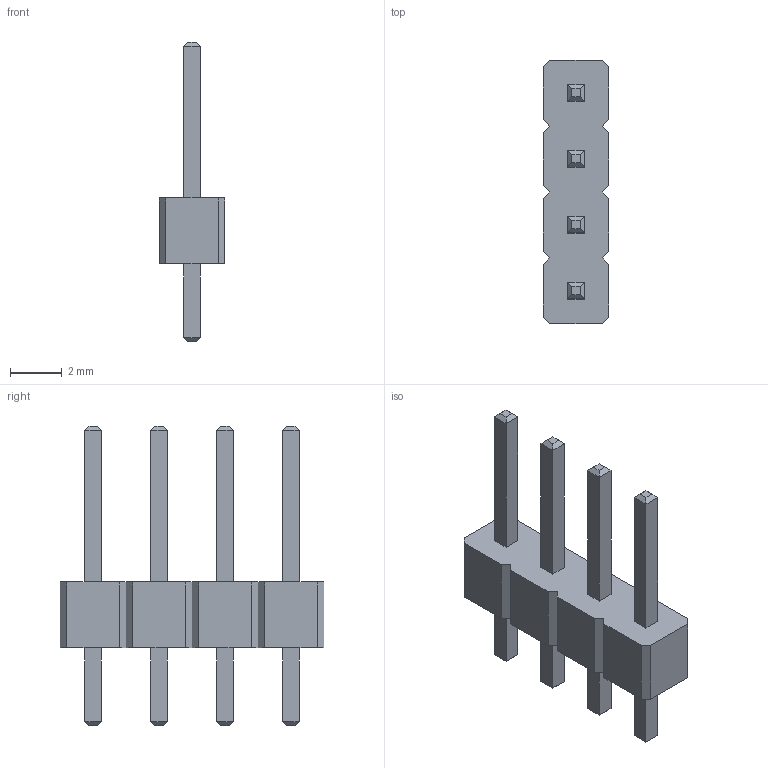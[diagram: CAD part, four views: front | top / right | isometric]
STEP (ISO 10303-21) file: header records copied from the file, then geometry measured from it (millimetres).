
FILE_DESCRIPTION(/* description */ ('STEP AP242','CAx-IF Rec.Pracs.---Representation and Presentation of Product Manufacturing Information (PMI)---4.0---2014-10-13','CAx-IF Rec.Pracs.---3D Tessellated Geometry---0.4---2014-09-14','2;1'),/* implementation_level */ '2;1');
FILE_NAME(/* name */ '68507bc800c3b80059921c4c',/* time_stamp */ '2025-06-16T20:17:12Z',/* author */ (''),/* organization */ (''),/* preprocessor_version */ 'ST-DEVELOPER v20',/* originating_system */ 'ONSHAPE BY PTC INC, 1.199',/* authorisation */ ' ');
FILE_SCHEMA (('AP242_MANAGED_MODEL_BASED_3D_ENGINEERING_MIM_LF { 1 0 10303 442 1 1 4 }'));
Length unit declared in the file: metre
Products named in the file (2): PinHeader_1x04_P2.54mm_Vertical; PinHeader_1x04_P254mm_Vertical
Assembly tree (1 placements, depth 2):
  PinHeader_1x04_P2.54mm_Vertical
    PinHeader_1x04_P254mm_Vertical
Bounding box: 2.54 x 10.16 x 11.54 mm (x, y, z)
Volume: 78.8 mm3; surface area: 206.7 mm2
Topology: 1 solids, 1 shells, 100 faces, 238 edges, 148 vertices
Faces by surface type: plane 100
Entity records: 3529 total; most frequent: CARTESIAN_POINT 488, ORIENTED_EDGE 476, DIRECTION 442, EDGE_CURVE 238, LINE 238, VECTOR 238, VERTEX_POINT 148, EDGE_LOOP 108
